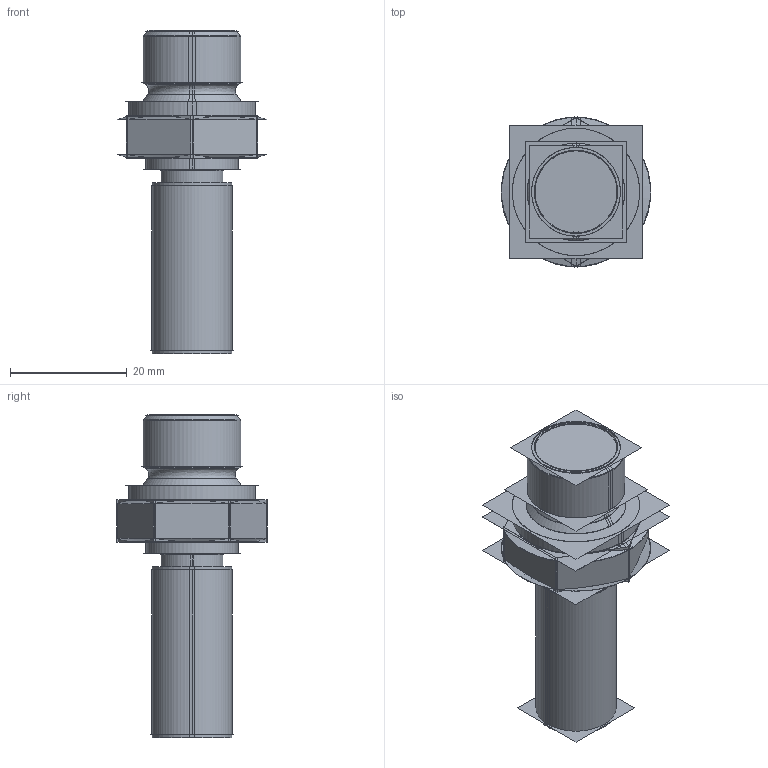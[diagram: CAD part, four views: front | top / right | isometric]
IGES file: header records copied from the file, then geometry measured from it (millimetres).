
Start section:  PTC IGES file: h1210510-060600_asm.igs
Global section: file name: h1210510-060600_asm.igs; native system: Creo Parametric by Parametric Technology Corporation; preprocessor: 2014090; author: Ptc; organization: Unknown; date: 20140926.184228; units: millimetre
Bounding box: 25.54 x 25.66 x 55.31 mm (x, y, z)
Volume: 35479.3 mm3; surface area: 81167.8 mm2
Topology: 4 solids, 6 shells, 206 faces, 1222 edges, 1727 vertices
Faces by surface type: revolution 152, bspline 54
